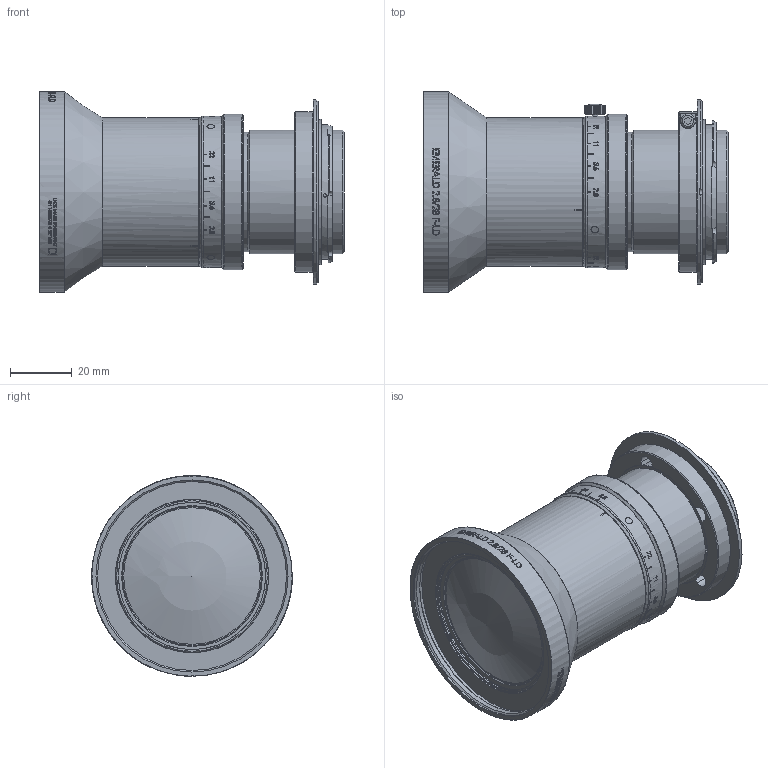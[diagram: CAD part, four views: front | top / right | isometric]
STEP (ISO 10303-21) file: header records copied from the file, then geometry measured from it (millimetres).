
FILE_DESCRIPTION(/* description */ (''),/* implementation_level */ '2;1');
FILE_NAME(/* name */ '1071606_00156092_002.stp',/* time_stamp */ '2021-10-21T15:22:54+02:00',/* author */ (''),/* organization */ (''),/* preprocessor_version */ 'ST-DEVELOPER v16',/* originating_system */ 'SIEMENS PLM Software NX 10.0',/* authorisation */ '');
FILE_SCHEMA (('AP203_CONFIGURATION_CONTROLLED_3D_DESIGN_OF_MECHANICAL_PARTS_AND_ASSEMBLIES_MIM_LF { 1 0 10303 403 2 1 2}'));
Length unit declared in the file: millimetre
Products named in the file (1): Froe11EC9119bdni
Bounding box: 98.74 x 65 x 65 mm (x, y, z)
Volume: 176786 mm3; surface area: 36931.5 mm2
Topology: 1 solids, 8 shells, 624 faces, 2074 edges, 1648 vertices
Faces by surface type: plane 289, cylinder 259, cone 57, extrusion 10, torus 6, sphere 3
Full cylindrical faces by diameter (mm): 1.1 x1, 1.175 x1, 1.7 x4, 1.9 x4, 2 x1, 2.05 x1, 2.5 x1, 2.7 x4, 2.8 x1, 4.5 x1, 31.5 x1, 33.5 x1, 36.2 x1, 36.4 x1, 38.72 x1, 40 x2, 40.1 x1, 41.6 x1, 43.5 x1, 44 x1, 44.2 x1, 45 x1, 47 x1, 47.7 x1, 48 x1, 48.01 x1, 48.494 x1, 48.977 x1, 49 x1, 49.01 x1
Entity records: 25948 total; most frequent: CARTESIAN_POINT 9329, ORIENTED_EDGE 3921, DIRECTION 2458, EDGE_CURVE 1966, VERTEX_POINT 1624, B_SPLINE_CURVE_WITH_KNOTS 1067, AXIS2_PLACEMENT_3D 964, EDGE_LOOP 928
